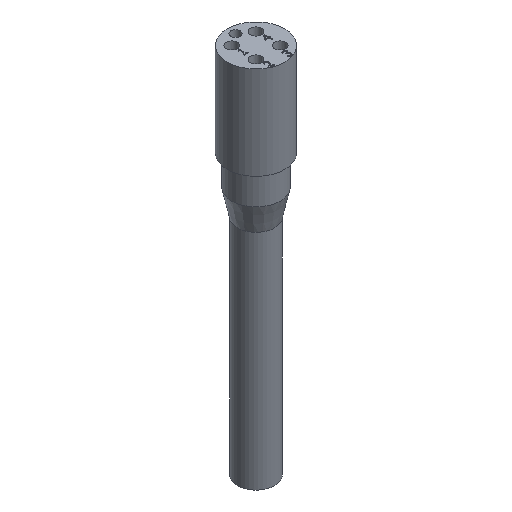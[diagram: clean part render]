
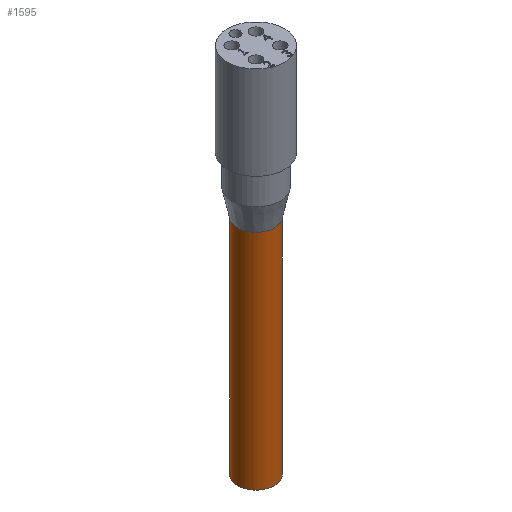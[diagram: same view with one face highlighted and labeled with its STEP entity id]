
A CAD part, isometric view. The second image highlights one B-rep face of the part: STEP entity #1595.
In plain terms, the highlighted cylindrical face has radius 5 mm (diameter 10 mm), a full revolution.
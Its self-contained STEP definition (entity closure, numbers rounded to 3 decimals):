
#13=CYLINDRICAL_SURFACE($,#1664,5.);
#27=CIRCLE($,#1665,5.);
#28=CIRCLE($,#1666,5.);
#140=FACE_BOUND($,#326,.T.);
#225=FACE_OUTER_BOUND($,#325,.T.);
#325=EDGE_LOOP($,(#1436));
#326=EDGE_LOOP($,(#1437));
#786=VERTEX_POINT($,#2919);
#787=VERTEX_POINT($,#2921);
#1009=EDGE_CURVE($,#786,#786,#27,.T.);
#1010=EDGE_CURVE($,#787,#787,#28,.T.);
#1436=ORIENTED_EDGE($,*,*,#1009,.T.);
#1437=ORIENTED_EDGE($,*,*,#1010,.F.);
#1595=ADVANCED_FACE($,(#225,#140),#13,.T.);
#1664=AXIS2_PLACEMENT_3D($,#2918,#1936,#1937);
#1665=AXIS2_PLACEMENT_3D($,#2920,#1938,#1939);
#1666=AXIS2_PLACEMENT_3D($,#2922,#1940,#1941);
#1936=DIRECTION('center_axis',(0.,0.,-1.));
#1937=DIRECTION('ref_axis',(1.,0.,0.));
#1938=DIRECTION('center_axis',(0.,0.,1.));
#1939=DIRECTION('ref_axis',(1.,0.,0.));
#1940=DIRECTION('center_axis',(0.,0.,1.));
#1941=DIRECTION('ref_axis',(1.,0.,0.));
#2918=CARTESIAN_POINT('Origin',(0.,0.,-15.));
#2919=CARTESIAN_POINT('',(-5.,0.,-75.));
#2920=CARTESIAN_POINT('Origin',(0.,0.,-75.));
#2921=CARTESIAN_POINT('',(5.,0.,-15.));
#2922=CARTESIAN_POINT('Origin',(0.,0.,-15.));
